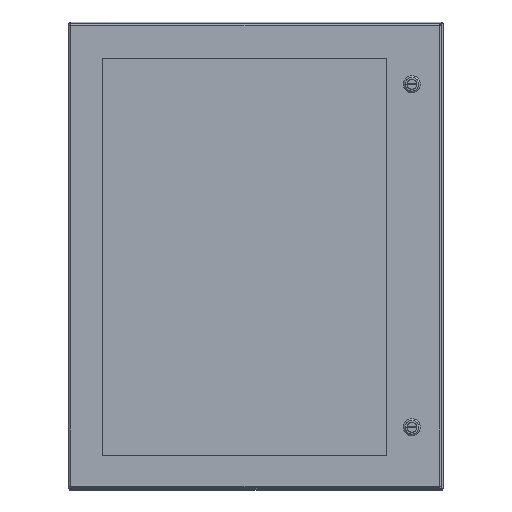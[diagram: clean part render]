
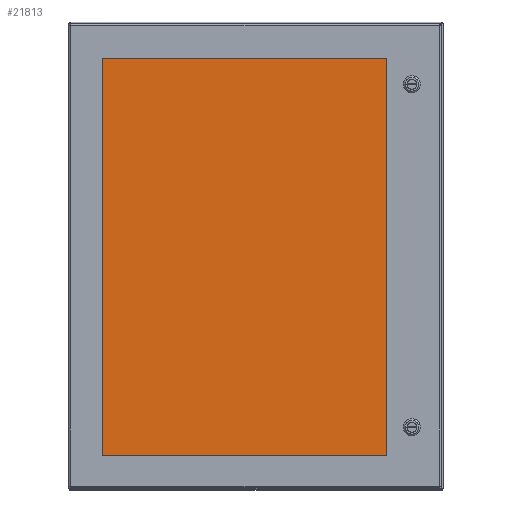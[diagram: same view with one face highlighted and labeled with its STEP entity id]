
A CAD part, top view. The second image highlights one B-rep face of the part: STEP entity #21813.
In plain terms, the highlighted planar face has unit normal (0, 0, 1).
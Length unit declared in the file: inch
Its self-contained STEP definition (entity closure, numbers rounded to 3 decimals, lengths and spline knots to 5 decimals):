
#21671=CARTESIAN_POINT('',(0.0,0.0,0.25));
#21672=VERTEX_POINT('',#21671);
#21673=CARTESIAN_POINT('',(0.,26.5,0.25));
#21674=VERTEX_POINT('',#21673);
#21675=CARTESIAN_POINT('',(0.0,0.0,0.25));
#21676=DIRECTION('',(0.0,1.0,0.0));
#21677=VECTOR('',#21676,26.5);
#21678=LINE('',#21675,#21677);
#21679=EDGE_CURVE('',#21672,#21674,#21678,.T.);
#21711=CARTESIAN_POINT('',(19.25,26.5,0.25));
#21712=VERTEX_POINT('',#21711);
#21713=CARTESIAN_POINT('',(0.,26.5,0.25));
#21714=DIRECTION('',(1.0,0.0,0.0));
#21715=VECTOR('',#21714,19.25);
#21716=LINE('',#21713,#21715);
#21717=EDGE_CURVE('',#21674,#21712,#21716,.T.);
#21742=CARTESIAN_POINT('',(19.25,0.,0.25));
#21743=VERTEX_POINT('',#21742);
#21744=CARTESIAN_POINT('',(19.25,26.5,0.25));
#21745=DIRECTION('',(0.0,-1.0,0.0));
#21746=VECTOR('',#21745,26.5);
#21747=LINE('',#21744,#21746);
#21748=EDGE_CURVE('',#21712,#21743,#21747,.T.);
#21773=CARTESIAN_POINT('',(19.25,0.,0.25));
#21774=DIRECTION('',(-1.0,0.0,0.0));
#21775=VECTOR('',#21774,19.25);
#21776=LINE('',#21773,#21775);
#21777=EDGE_CURVE('',#21743,#21672,#21776,.T.);
#21802=CARTESIAN_POINT('',(9.625,13.25,0.25));
#21803=DIRECTION('',(0.0,0.0,1.0));
#21804=DIRECTION('',(1.0,0.0,0.0));
#21805=AXIS2_PLACEMENT_3D('',#21802,#21803,#21804);
#21806=PLANE('',#21805);
#21807=ORIENTED_EDGE('',*,*,#21679,.F.);
#21808=ORIENTED_EDGE('',*,*,#21777,.F.);
#21809=ORIENTED_EDGE('',*,*,#21748,.F.);
#21810=ORIENTED_EDGE('',*,*,#21717,.F.);
#21811=EDGE_LOOP('',(#21807,#21808,#21809,#21810));
#21812=FACE_OUTER_BOUND('',#21811,.T.);
#21813=ADVANCED_FACE('',(#21812),#21806,.T.);
